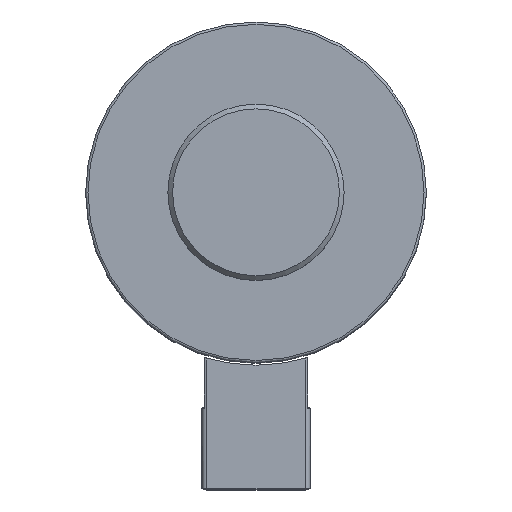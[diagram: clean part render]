
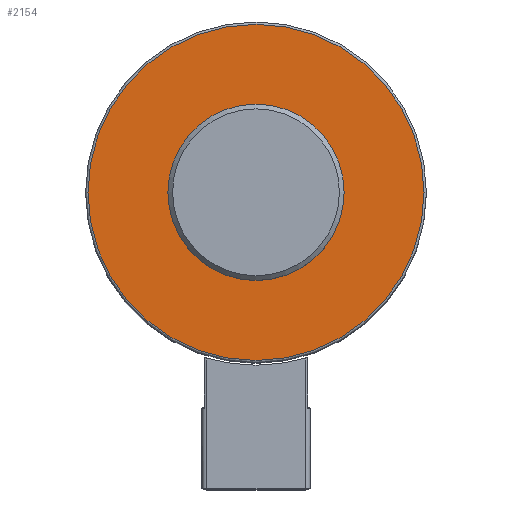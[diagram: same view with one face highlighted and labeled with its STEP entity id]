
A CAD part, top view. The second image highlights one B-rep face of the part: STEP entity #2154.
In plain terms, the highlighted planar face has unit normal (0, 0, 1).
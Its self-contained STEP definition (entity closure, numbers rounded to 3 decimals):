
#433=FACE_BOUND('',#718,.T.);
#566=FACE_OUTER_BOUND('',#717,.T.);
#717=EDGE_LOOP('',(#1861));
#718=EDGE_LOOP('',(#1862));
#858=CIRCLE('',#2389,71.5);
#859=CIRCLE('',#2390,37.5);
#1038=VERTEX_POINT('',#3863);
#1039=VERTEX_POINT('',#3865);
#1321=EDGE_CURVE('',#1038,#1038,#858,.T.);
#1322=EDGE_CURVE('',#1039,#1039,#859,.T.);
#1861=ORIENTED_EDGE('',*,*,#1321,.F.);
#1862=ORIENTED_EDGE('',*,*,#1322,.F.);
#2027=PLANE('',#2388);
#2154=ADVANCED_FACE('',(#566,#433),#2027,.T.);
#2388=AXIS2_PLACEMENT_3D('',#3862,#2966,#2967);
#2389=AXIS2_PLACEMENT_3D('',#3864,#2968,#2969);
#2390=AXIS2_PLACEMENT_3D('',#3866,#2970,#2971);
#2966=DIRECTION('center_axis',(0.,0.,
1.));
#2967=DIRECTION('ref_axis',(1.,0.,0.));
#2968=DIRECTION('center_axis',(0.,0.,
-1.));
#2969=DIRECTION('ref_axis',(-1.,0.,0.));
#2970=DIRECTION('center_axis',(0.,0.,
1.));
#2971=DIRECTION('ref_axis',(0.,1.,0.));
#3862=CARTESIAN_POINT('Origin',(-71.,0.,
352.));
#3863=CARTESIAN_POINT('',(-71.5,0.,352.));
#3864=CARTESIAN_POINT('Origin',(0.,0.,
352.));
#3865=CARTESIAN_POINT('',(0.,37.5,352.));
#3866=CARTESIAN_POINT('Origin',(0.,0.,
352.));
